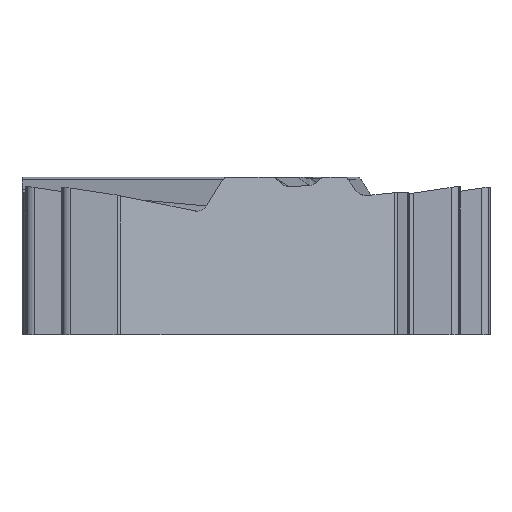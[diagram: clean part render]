
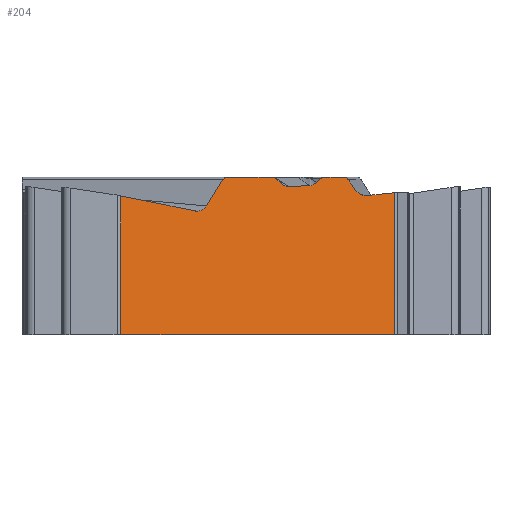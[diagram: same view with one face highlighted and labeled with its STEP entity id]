
A CAD part, front view. The second image highlights one B-rep face of the part: STEP entity #204.
In plain terms, the highlighted planar face has unit normal (0.5, -0.866, 0).
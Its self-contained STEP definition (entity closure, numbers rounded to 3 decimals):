
#139=PLANE('',#2391);
#204=ADVANCED_FACE('',(#372),#139,.F.);
#372=FACE_OUTER_BOUND('',#488,.T.);
#488=EDGE_LOOP('',(#775,#776,#777,#778,#779,#780,#781,#782,#783,#784,#785,
#786,#787,#788,#789,#790,#791,#792,#793,#794));
#587=ELLIPSE('',#2323,0.395,0.32);
#588=ELLIPSE('',#2325,0.352,0.32);
#611=ELLIPSE('',#2387,0.179,0.15);
#612=ELLIPSE('',#2388,0.15,0.15);
#613=ELLIPSE('',#2389,0.167,0.15);
#614=ELLIPSE('',#2390,0.168,0.15);
#775=ORIENTED_EDGE('',*,*,#1631,.T.);
#776=ORIENTED_EDGE('',*,*,#1632,.F.);
#777=ORIENTED_EDGE('',*,*,#1633,.T.);
#778=ORIENTED_EDGE('',*,*,#1634,.F.);
#779=ORIENTED_EDGE('',*,*,#1522,.T.);
#780=ORIENTED_EDGE('',*,*,#1635,.F.);
#781=ORIENTED_EDGE('',*,*,#1636,.F.);
#782=ORIENTED_EDGE('',*,*,#1637,.F.);
#783=ORIENTED_EDGE('',*,*,#1638,.F.);
#784=ORIENTED_EDGE('',*,*,#1639,.F.);
#785=ORIENTED_EDGE('',*,*,#1640,.F.);
#786=ORIENTED_EDGE('',*,*,#1641,.F.);
#787=ORIENTED_EDGE('',*,*,#1642,.F.);
#788=ORIENTED_EDGE('',*,*,#1643,.F.);
#789=ORIENTED_EDGE('',*,*,#1644,.F.);
#790=ORIENTED_EDGE('',*,*,#1645,.F.);
#791=ORIENTED_EDGE('',*,*,#1646,.F.);
#792=ORIENTED_EDGE('',*,*,#1647,.F.);
#793=ORIENTED_EDGE('',*,*,#1524,.T.);
#794=ORIENTED_EDGE('',*,*,#1648,.F.);
#1302=VERTEX_POINT('',#3682);
#1304=VERTEX_POINT('',#3686);
#1305=VERTEX_POINT('',#3690);
#1307=VERTEX_POINT('',#3693);
#1387=VERTEX_POINT('',#3954);
#1388=VERTEX_POINT('',#3955);
#1389=VERTEX_POINT('',#3957);
#1390=VERTEX_POINT('',#3959);
#1391=VERTEX_POINT('',#3962);
#1392=VERTEX_POINT('',#3964);
#1393=VERTEX_POINT('',#3966);
#1394=VERTEX_POINT('',#3968);
#1395=VERTEX_POINT('',#3970);
#1396=VERTEX_POINT('',#3984);
#1397=VERTEX_POINT('',#3986);
#1398=VERTEX_POINT('',#4000);
#1399=VERTEX_POINT('',#4002);
#1400=VERTEX_POINT('',#4004);
#1401=VERTEX_POINT('',#4006);
#1402=VERTEX_POINT('',#4008);
#1522=EDGE_CURVE('',#1302,#1304,#587,.T.);
#1524=EDGE_CURVE('',#1307,#1305,#588,.T.);
#1631=EDGE_CURVE('',#1387,#1388,#1921,.T.);
#1632=EDGE_CURVE('',#1389,#1388,#1922,.T.);
#1633=EDGE_CURVE('',#1389,#1390,#1923,.T.);
#1634=EDGE_CURVE('',#1302,#1390,#1924,.T.);
#1635=EDGE_CURVE('',#1391,#1304,#1925,.T.);
#1636=EDGE_CURVE('',#1392,#1391,#611,.T.);
#1637=EDGE_CURVE('',#1393,#1392,#1926,.T.);
#1638=EDGE_CURVE('',#1394,#1393,#612,.T.);
#1639=EDGE_CURVE('',#1395,#1394,#1927,.T.);
#1640=EDGE_CURVE('',#1396,#1395,#2274,.T.);
#1641=EDGE_CURVE('',#1397,#1396,#1928,.T.);
#1642=EDGE_CURVE('',#1398,#1397,#2275,.T.);
#1643=EDGE_CURVE('',#1399,#1398,#1929,.T.);
#1644=EDGE_CURVE('',#1400,#1399,#613,.T.);
#1645=EDGE_CURVE('',#1401,#1400,#1930,.T.);
#1646=EDGE_CURVE('',#1402,#1401,#614,.T.);
#1647=EDGE_CURVE('',#1307,#1402,#1931,.T.);
#1648=EDGE_CURVE('',#1387,#1305,#1932,.T.);
#1921=LINE('',#3953,#2122);
#1922=LINE('',#3956,#2123);
#1923=LINE('',#3958,#2124);
#1924=LINE('',#3960,#2125);
#1925=LINE('',#3961,#2126);
#1926=LINE('',#3965,#2127);
#1927=LINE('',#3969,#2128);
#1928=LINE('',#3985,#2129);
#1929=LINE('',#4001,#2130);
#1930=LINE('',#4005,#2131);
#1931=LINE('',#4009,#2132);
#1932=LINE('',#4010,#2133);
#2122=VECTOR('',#2740,1.);
#2123=VECTOR('',#2741,1.);
#2124=VECTOR('',#2742,1.);
#2125=VECTOR('',#2743,1.);
#2126=VECTOR('',#2744,1.);
#2127=VECTOR('',#2747,1.);
#2128=VECTOR('',#2750,1.);
#2129=VECTOR('',#2751,1.);
#2130=VECTOR('',#2752,1.);
#2131=VECTOR('',#2755,1.);
#2132=VECTOR('',#2758,1.);
#2133=VECTOR('',#2759,1.);
#2274=B_SPLINE_CURVE_WITH_KNOTS('',3,(#3971,#3972,#3973,#3974,#3975,#3976,
#3977,#3978,#3979,#3980,#3981,#3982,#3983),.UNSPECIFIED.,.F.,.F.,(4,3,3,
3,4),(0.,0.249,0.498,0.746,1.),
 .UNSPECIFIED.);
#2275=B_SPLINE_CURVE_WITH_KNOTS('',3,(#3987,#3988,#3989,#3990,#3991,#3992,
#3993,#3994,#3995,#3996,#3997,#3998,#3999),.UNSPECIFIED.,.F.,.F.,(4,3,3,
3,4),(0.,0.234,0.468,0.701,1.),
 .UNSPECIFIED.);
#2323=AXIS2_PLACEMENT_3D('',#3687,#2544,#2545);
#2325=AXIS2_PLACEMENT_3D('',#3692,#2549,#2550);
#2387=AXIS2_PLACEMENT_3D('',#3963,#2745,#2746);
#2388=AXIS2_PLACEMENT_3D('',#3967,#2748,#2749);
#2389=AXIS2_PLACEMENT_3D('',#4003,#2753,#2754);
#2390=AXIS2_PLACEMENT_3D('',#4007,#2756,#2757);
#2391=AXIS2_PLACEMENT_3D('',#4011,#2760,#2761);
#2544=DIRECTION('',(-0.5,0.866,0.));
#2545=DIRECTION('',(-0.859,-0.496,0.124));
#2549=DIRECTION('',(-0.5,0.866,0.));
#2550=DIRECTION('',(0.853,0.492,-0.174));
#2740=DIRECTION('',(0.,0.,-1.));
#2741=DIRECTION('',(-0.866,-0.5,0.));
#2742=DIRECTION('',(0.,0.,1.));
#2743=DIRECTION('',(0.863,0.498,0.088));
#2744=DIRECTION('',(0.526,0.304,-0.794));
#2745=DIRECTION('',(-0.5,0.866,0.));
#2746=DIRECTION('',(-0.866,-0.5,0.));
#2747=DIRECTION('',(0.866,0.5,0.));
#2748=DIRECTION('',(-0.5,0.866,0.));
#2749=DIRECTION('',(0.866,0.5,0.));
#2750=DIRECTION('',(0.658,0.38,0.651));
#2751=DIRECTION('',(0.865,0.5,0.043));
#2752=DIRECTION('',(0.686,0.396,-0.611));
#2753=DIRECTION('',(-0.5,0.866,0.));
#2754=DIRECTION('',(-0.866,-0.5,0.));
#2755=DIRECTION('',(0.866,0.5,0.));
#2756=DIRECTION('',(-0.5,0.866,0.));
#2757=DIRECTION('',(-0.866,-0.5,0.));
#2758=DIRECTION('',(0.506,0.292,0.811));
#2759=DIRECTION('',(0.853,0.492,-0.174));
#2760=DIRECTION('',(-0.5,0.866,0.));
#2761=DIRECTION('',(0.,0.,-1.));
#3682=CARTESIAN_POINT('',(4.388,-2.966,-0.282));
#3686=CARTESIAN_POINT('',(4.047,-3.163,-0.123));
#3687=CARTESIAN_POINT('',(4.334,-2.997,0.037));
#3690=CARTESIAN_POINT('',(-0.183,-5.605,-0.692));
#3692=CARTESIAN_POINT('',(-0.134,-5.577,-0.377));
#3693=CARTESIAN_POINT('',(0.121,-5.429,-0.559));
#3953=CARTESIAN_POINT('',(-2.145,-6.738,-5.47));
#3954=CARTESIAN_POINT('',(-2.145,-6.738,-0.292));
#3955=CARTESIAN_POINT('',(-2.145,-6.738,-3.97));
#3956=CARTESIAN_POINT('',(-0.367,-5.711,-3.97));
#3957=CARTESIAN_POINT('',(5.1,-2.555,-3.97));
#3958=CARTESIAN_POINT('',(5.1,-2.555,3.2));
#3959=CARTESIAN_POINT('',(5.1,-2.555,-0.21));
#3960=CARTESIAN_POINT('',(-0.312,-5.68,-0.761));
#3961=CARTESIAN_POINT('',(2.386,-4.122,2.383));
#3962=CARTESIAN_POINT('',(3.879,-3.26,0.131));
#3963=CARTESIAN_POINT('',(3.749,-3.335,0.05));
#3964=CARTESIAN_POINT('',(3.749,-3.335,0.2));
#3965=CARTESIAN_POINT('',(-0.367,-5.711,0.2));
#3966=CARTESIAN_POINT('',(3.222,-3.639,0.2));
#3967=CARTESIAN_POINT('',(3.222,-3.639,0.05));
#3968=CARTESIAN_POINT('',(3.137,-3.688,0.164));
#3969=CARTESIAN_POINT('',(1.025,-4.907,-1.926));
#3970=CARTESIAN_POINT('',(3.029,-3.75,0.057));
#3971=CARTESIAN_POINT('',(2.857,-3.85,-0.022));
#3972=CARTESIAN_POINT('',(2.873,-3.841,-0.021));
#3973=CARTESIAN_POINT('',(2.888,-3.832,-0.018));
#3974=CARTESIAN_POINT('',(2.904,-3.823,-0.015));
#3975=CARTESIAN_POINT('',(2.919,-3.814,-0.011));
#3976=CARTESIAN_POINT('',(2.934,-3.805,-0.006));
#3977=CARTESIAN_POINT('',(2.949,-3.797,0.001));
#3978=CARTESIAN_POINT('',(2.963,-3.789,0.008));
#3979=CARTESIAN_POINT('',(2.977,-3.78,0.016));
#3980=CARTESIAN_POINT('',(2.99,-3.773,0.025));
#3981=CARTESIAN_POINT('',(3.004,-3.765,0.034));
#3982=CARTESIAN_POINT('',(3.017,-3.757,0.045));
#3983=CARTESIAN_POINT('',(3.029,-3.75,0.057));
#3984=CARTESIAN_POINT('',(2.857,-3.85,-0.022));
#3985=CARTESIAN_POINT('',(-0.362,-5.708,-0.18));
#3986=CARTESIAN_POINT('',(2.296,-4.173,-0.049));
#3987=CARTESIAN_POINT('',(2.124,-4.273,0.013));
#3988=CARTESIAN_POINT('',(2.136,-4.266,0.002));
#3989=CARTESIAN_POINT('',(2.148,-4.259,-0.007));
#3990=CARTESIAN_POINT('',(2.161,-4.252,-0.014));
#3991=CARTESIAN_POINT('',(2.173,-4.245,-0.022));
#3992=CARTESIAN_POINT('',(2.186,-4.237,-0.029));
#3993=CARTESIAN_POINT('',(2.2,-4.229,-0.034));
#3994=CARTESIAN_POINT('',(2.214,-4.221,-0.039));
#3995=CARTESIAN_POINT('',(2.228,-4.213,-0.043));
#3996=CARTESIAN_POINT('',(2.242,-4.205,-0.046));
#3997=CARTESIAN_POINT('',(2.26,-4.195,-0.049));
#3998=CARTESIAN_POINT('',(2.278,-4.184,-0.05));
#3999=CARTESIAN_POINT('',(2.296,-4.173,-0.049));
#4000=CARTESIAN_POINT('',(2.124,-4.273,0.013));
#4001=CARTESIAN_POINT('',(4.034,-3.17,-1.689));
#4002=CARTESIAN_POINT('',(1.954,-4.371,0.164));
#4003=CARTESIAN_POINT('',(1.861,-4.425,0.05));
#4004=CARTESIAN_POINT('',(1.861,-4.425,0.2));
#4005=CARTESIAN_POINT('',(5.129,-2.538,0.2));
#4006=CARTESIAN_POINT('',(0.675,-5.11,0.2));
#4007=CARTESIAN_POINT('',(0.675,-5.11,0.05));
#4008=CARTESIAN_POINT('',(0.552,-5.181,0.131));
#4009=CARTESIAN_POINT('',(2.042,-4.32,2.519));
#4010=CARTESIAN_POINT('',(4.874,-2.685,-1.721));
#4011=CARTESIAN_POINT('',(-0.367,-5.711,-0.05));
